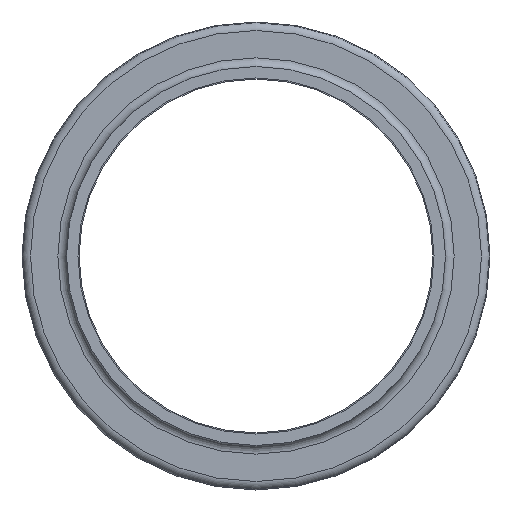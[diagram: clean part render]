
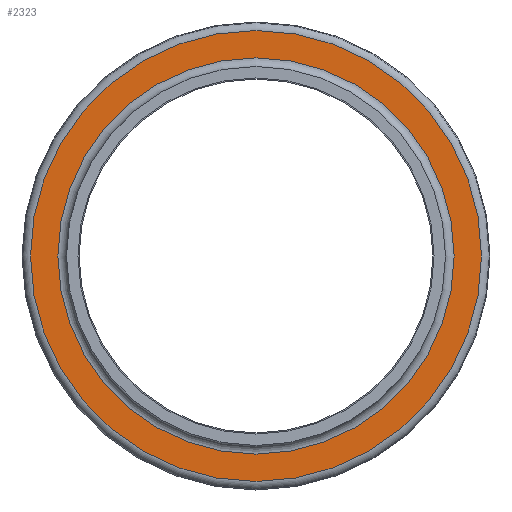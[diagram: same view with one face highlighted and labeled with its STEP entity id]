
A CAD part, front view. The second image highlights one B-rep face of the part: STEP entity #2323.
In plain terms, the highlighted planar face has unit normal (0, -1, 0).
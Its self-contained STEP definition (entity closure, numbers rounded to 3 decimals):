
#329=FACE_BOUND('',#958,.T.);
#539=FACE_OUTER_BOUND('',#957,.T.);
#957=EDGE_LOOP('',(#2007));
#958=EDGE_LOOP('',(#2008));
#1169=CIRCLE('',#2743,52.067);
#1170=CIRCLE('',#2745,59.25);
#1379=VERTEX_POINT('',#4214);
#1380=VERTEX_POINT('',#4217);
#1589=EDGE_CURVE('',#1379,#1379,#1169,.T.);
#1590=EDGE_CURVE('',#1380,#1380,#1170,.T.);
#2007=ORIENTED_EDGE('',*,*,#1590,.F.);
#2008=ORIENTED_EDGE('',*,*,#1589,.T.);
#2114=PLANE('',#2744);
#2323=ADVANCED_FACE('',(#539,#329),#2114,.T.);
#2743=AXIS2_PLACEMENT_3D('',#4215,#3581,#3582);
#2744=AXIS2_PLACEMENT_3D('',#4216,#3583,#3584);
#2745=AXIS2_PLACEMENT_3D('',#4218,#3585,#3586);
#3581=DIRECTION('center_axis',(0.,1.,0.));
#3582=DIRECTION('ref_axis',(1.,0.,0.));
#3583=DIRECTION('center_axis',(0.,-1.,0.));
#3584=DIRECTION('ref_axis',(0.,0.,-1.));
#3585=DIRECTION('center_axis',(0.,1.,0.));
#3586=DIRECTION('ref_axis',(1.,0.,0.));
#4214=CARTESIAN_POINT('',(-52.067,120.275,0.));
#4215=CARTESIAN_POINT('Origin',(0.,120.275,0.));
#4216=CARTESIAN_POINT('Origin',(-59.25,120.275,0.));
#4217=CARTESIAN_POINT('',(-59.25,120.275,0.));
#4218=CARTESIAN_POINT('Origin',(0.,120.275,0.));
